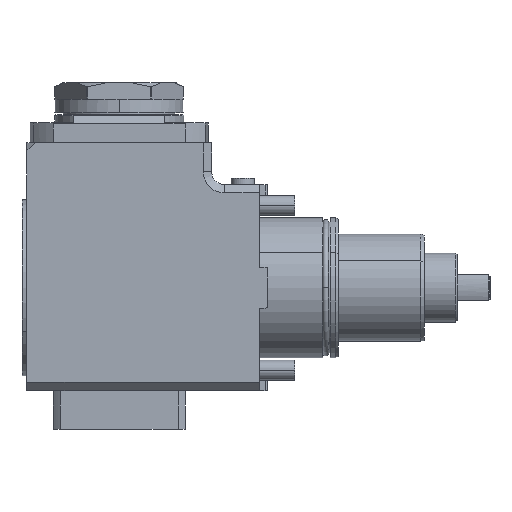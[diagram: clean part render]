
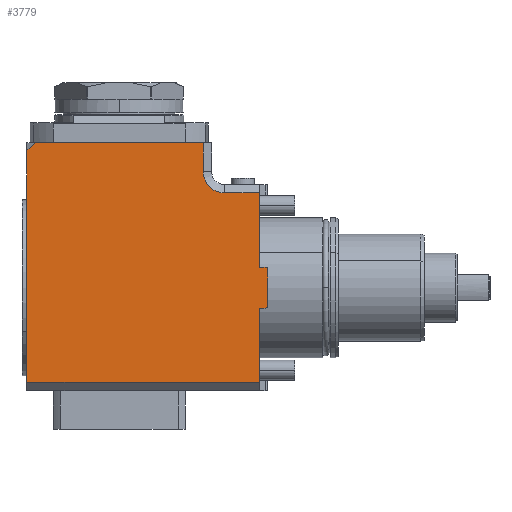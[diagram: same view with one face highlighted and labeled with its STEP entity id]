
A CAD part, front view. The second image highlights one B-rep face of the part: STEP entity #3779.
In plain terms, the highlighted planar face has unit normal (0, -1, 0).
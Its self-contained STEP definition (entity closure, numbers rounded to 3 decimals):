
#464=DIRECTION('',(0.,0.,-1.));
#465=VECTOR('',#464,45.);
#466=CARTESIAN_POINT('',(0.,-62.5,57.5));
#467=LINE('',#466,#465);
#468=DIRECTION('',(1.,0.,0.));
#469=VECTOR('',#468,3.5);
#470=CARTESIAN_POINT('',(0.,-62.5,12.5));
#471=LINE('',#470,#469);
#472=DIRECTION('',(-0.966,0.,0.259));
#473=VECTOR('',#472,1.553);
#474=CARTESIAN_POINT('',(5.,-62.5,12.098));
#475=LINE('',#474,#473);
#476=DIRECTION('',(0.966,0.,0.259));
#477=VECTOR('',#476,1.553);
#478=CARTESIAN_POINT('',(3.5,-62.5,-12.5));
#479=LINE('',#478,#477);
#480=DIRECTION('',(0.,0.,-1.));
#481=VECTOR('',#480,45.);
#482=CARTESIAN_POINT('',(0.,-62.5,-12.5));
#483=LINE('',#482,#481);
#484=DIRECTION('',(1.,0.,0.));
#485=VECTOR('',#484,141.);
#486=CARTESIAN_POINT('',(-141.,-62.5,-57.5));
#487=LINE('',#486,#485);
#488=DIRECTION('',(0.,0.,1.));
#489=VECTOR('',#488,140.5);
#490=CARTESIAN_POINT('',(-141.,-62.5,-57.5));
#491=LINE('',#490,#489);
#492=DIRECTION('',(-0.707,0.,-0.707));
#493=VECTOR('',#492,7.071);
#494=CARTESIAN_POINT('',(-136.,-62.5,88.));
#495=LINE('',#494,#493);
#496=DIRECTION('',(1.,0.,0.));
#497=VECTOR('',#496,102.);
#498=CARTESIAN_POINT('',(-136.,-62.5,88.));
#499=LINE('',#498,#497);
#500=DIRECTION('',(0.,0.,1.));
#501=VECTOR('',#500,17.5);
#502=CARTESIAN_POINT('',(-34.,-62.5,70.5));
#503=LINE('',#502,#501);
#504=CARTESIAN_POINT('',(-21.,-62.5,70.5));
#505=DIRECTION('',(0.,1.,0.));
#506=DIRECTION('',(0.,0.,-1.));
#507=AXIS2_PLACEMENT_3D('',#504,#505,#506);
#509=DIRECTION('',(-1.,0.,0.));
#510=VECTOR('',#509,21.);
#511=CARTESIAN_POINT('',(0.,-62.5,57.5));
#512=LINE('',#511,#510);
#537=DIRECTION('',(1.,0.,0.));
#538=VECTOR('',#537,3.5);
#539=CARTESIAN_POINT('',(0.,-62.5,-12.5));
#540=LINE('',#539,#538);
#553=DIRECTION('',(0.,0.,-1.));
#554=VECTOR('',#553,24.196);
#555=CARTESIAN_POINT('',(5.,-62.5,12.098));
#556=LINE('',#555,#554);
#2539=CARTESIAN_POINT('',(0.,-62.5,-57.5));
#2541=VERTEX_POINT('',#2539);
#2545=CARTESIAN_POINT('',(-141.,-62.5,-57.5));
#2546=VERTEX_POINT('',#2545);
#2559=CARTESIAN_POINT('',(0.,-62.5,57.5));
#2560=VERTEX_POINT('',#2559);
#2561=CARTESIAN_POINT('',(-21.,-62.5,
57.5));
#2562=VERTEX_POINT('',#2561);
#2571=CARTESIAN_POINT('',(-34.,-62.5,88.));
#2573=VERTEX_POINT('',#2571);
#2577=CARTESIAN_POINT('',(-34.,-62.5,
70.5));
#2578=VERTEX_POINT('',#2577);
#2579=CARTESIAN_POINT('',(-136.,-62.5,88.));
#2580=CARTESIAN_POINT('',(-141.,-62.5,83.));
#2581=VERTEX_POINT('',#2579);
#2582=VERTEX_POINT('',#2580);
#2953=CARTESIAN_POINT('',(3.5,-62.5,-12.5));
#2954=VERTEX_POINT('',#2953);
#2955=CARTESIAN_POINT('',(5.,-62.5,-12.098));
#2956=VERTEX_POINT('',#2955);
#2957=CARTESIAN_POINT('',(5.,-62.5,12.098));
#2958=CARTESIAN_POINT('',(3.5,-62.5,12.5));
#2959=VERTEX_POINT('',#2957);
#2960=VERTEX_POINT('',#2958);
#2965=CARTESIAN_POINT('',(0.,-62.5,-12.5));
#2967=VERTEX_POINT('',#2965);
#2973=CARTESIAN_POINT('',(0.,-62.5,12.5));
#2975=VERTEX_POINT('',#2973);
#3748=CARTESIAN_POINT('',(0.,-62.5,0.));
#3749=DIRECTION('',(0.,1.,0.));
#3750=DIRECTION('',(0.,0.,-1.));
#3751=AXIS2_PLACEMENT_3D('',#3748,#3749,#3750);
#3752=PLANE('',#3751);
#3753=ORIENTED_EDGE('',*,*,#3498,.T.);
#3755=ORIENTED_EDGE('',*,*,#3754,.T.);
#3757=ORIENTED_EDGE('',*,*,#3756,.F.);
#3759=ORIENTED_EDGE('',*,*,#3758,.T.);
#3761=ORIENTED_EDGE('',*,*,#3760,.F.);
#3763=ORIENTED_EDGE('',*,*,#3762,.F.);
#3764=ORIENTED_EDGE('',*,*,#3486,.T.);
#3765=ORIENTED_EDGE('',*,*,#3743,.F.);
#3766=ORIENTED_EDGE('',*,*,#3390,.T.);
#3768=ORIENTED_EDGE('',*,*,#3767,.F.);
#3770=ORIENTED_EDGE('',*,*,#3769,.T.);
#3772=ORIENTED_EDGE('',*,*,#3771,.F.);
#3774=ORIENTED_EDGE('',*,*,#3773,.F.);
#3776=ORIENTED_EDGE('',*,*,#3775,.F.);
#3777=EDGE_LOOP('',(#3753,#3755,#3757,#3759,#3761,#3763,#3764,#3765,#3766,#3768,
#3770,#3772,#3774,#3776));
#3778=FACE_OUTER_BOUND('',#3777,.F.);
#3779=ADVANCED_FACE('',(#3778),#3752,.F.);
#508=CIRCLE('',#507,13.);
#3390=EDGE_CURVE('',#2546,#2582,#491,.T.);
#3486=EDGE_CURVE('',#2967,#2541,#483,.T.);
#3498=EDGE_CURVE('',#2560,#2975,#467,.T.);
#3743=EDGE_CURVE('',#2546,#2541,#487,.T.);
#3754=EDGE_CURVE('',#2975,#2960,#471,.T.);
#3756=EDGE_CURVE('',#2959,#2960,#475,.T.);
#3758=EDGE_CURVE('',#2959,#2956,#556,.T.);
#3760=EDGE_CURVE('',#2954,#2956,#479,.T.);
#3762=EDGE_CURVE('',#2967,#2954,#540,.T.);
#3767=EDGE_CURVE('',#2581,#2582,#495,.T.);
#3769=EDGE_CURVE('',#2581,#2573,#499,.T.);
#3771=EDGE_CURVE('',#2578,#2573,#503,.T.);
#3773=EDGE_CURVE('',#2562,#2578,#508,.T.);
#3775=EDGE_CURVE('',#2560,#2562,#512,.T.);
